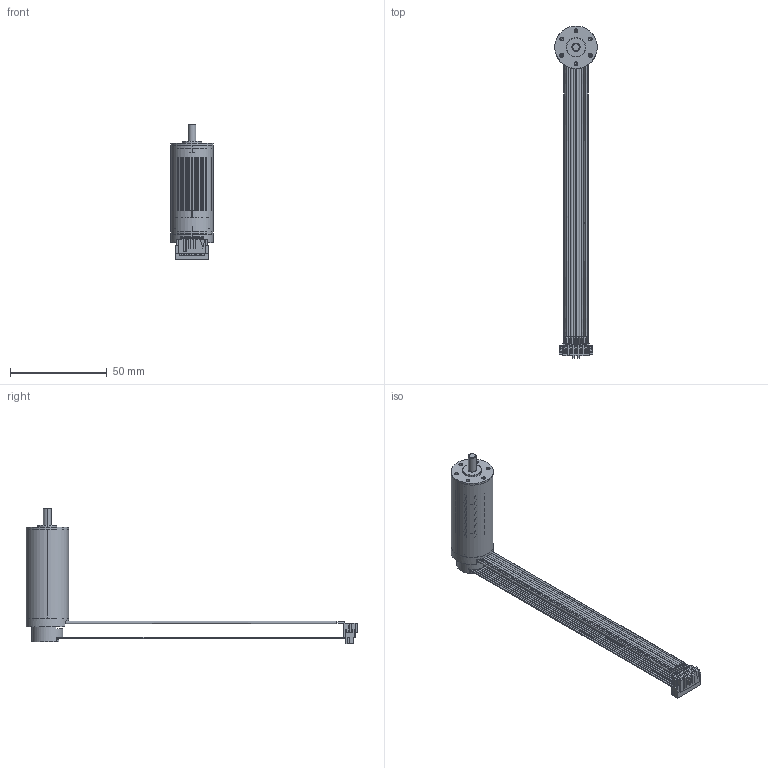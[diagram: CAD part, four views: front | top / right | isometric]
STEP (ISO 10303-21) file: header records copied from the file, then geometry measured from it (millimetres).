
FILE_DESCRIPTION((''),'2;1');
FILE_NAME('4611180000309_ASM','2022-04-06T15:00:25',('MS05792'),(''),'CREO PARAMETRIC BY PTC INC, 2018100','CREO PARAMETRIC BY PTC INC, 2018100','');
FILE_SCHEMA(('CONFIG_CONTROL_DESIGN'));
Length unit declared in the file: millimetre
Products named in the file (43): 4219130000415; 4613101100163; 4613102000651_ASM; 4613104500036_AF2; 4613102300030_AF2_ASM; 4219120100428; 4713101002653; 4715450000171; 4713120010406_ASM; 4634140206717_AF3; 4713120010407_AF2_ASM; 4219121304159; 4331101000649; 4332101106052; 4394000100175; 4693220000880; 4394000100469; 4613107700093_ASM; 4613108300056_ASM; 4394000100229; 4219121305828; 4294440200177; 3627410000252; 4613152000078_AF1_ASM; 4611180000357_AF0_ASM; 4333201500983; 4693220001156; 4219120100626; 4294404001948; 4713101003104; 4716101001916; 4716101001917; 4716101001933; 4711141001076; 4712101502429; 4711141000876; 4713120011972_ASM; 4634140209186; 4713120012107_ASM; 4394000100435 ...
Assembly tree (181 placements, depth 7):
  4611180000309_ASM
    4696320000435_ASM
      4611180000357_AF0_ASM
        4613152000078_AF1_ASM
          4613102300030_AF2_ASM
            4219130000415
            4613102000651_ASM
              4613101100163  x135
            4613104500036_AF2
          4713120010407_AF2_ASM
            4219120100428
            4713120010406_ASM
              4713101002653
              4715450000171  x3
            4634140206717_AF3
          4613108300056_ASM
            4219121304159
            4331101000649
            4613107700093_ASM
              4332101106052
              4394000100175
              4693220000880
              4394000100469
          4394000100229
          4331101000649
          4219121305828
          4294440200177
          3627410000252
      4333201500983
      4693220001156
      4716141000187_ASM
        4219120100626
        4294404001948  x2
        4713120012107_ASM
          4713120011972_ASM
            4713101003104
            4716101001916
            4716101001917
            4716101001933
            4711141001076  x2
            4712101502429
            4711141000876
          4634140209186
        4394000100435
Bounding box: 22 x 171.88 x 70.28 mm (x, y, z)
Volume: 21612.5 mm3; surface area: 82038.3 mm2
Topology: 173 solids, 185 shells, 5804 faces, 15790 edges, 10422 vertices
Faces by surface type: cylinder 4027, plane 1513, cone 88, bspline 52, extrusion 44, torus 36, sphere 36, revolution 8
Entity records: 65546 total; most frequent: CARTESIAN_POINT 15889, DIRECTION 10531, ORIENTED_EDGE 9792, EDGE_CURVE 4914, AXIS2_PLACEMENT_3D 3523, VECTOR 3479, LINE 3435, VERTEX_POINT 3204
